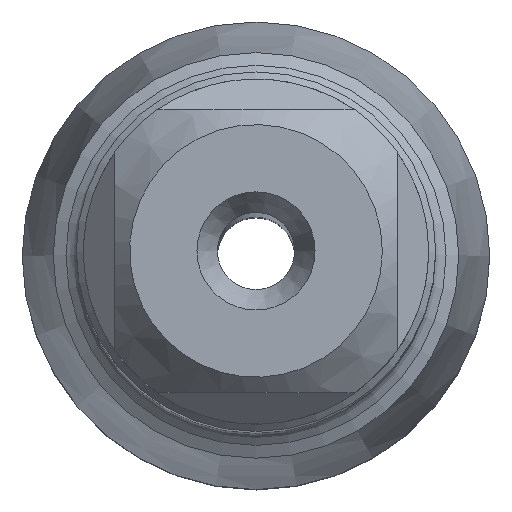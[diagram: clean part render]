
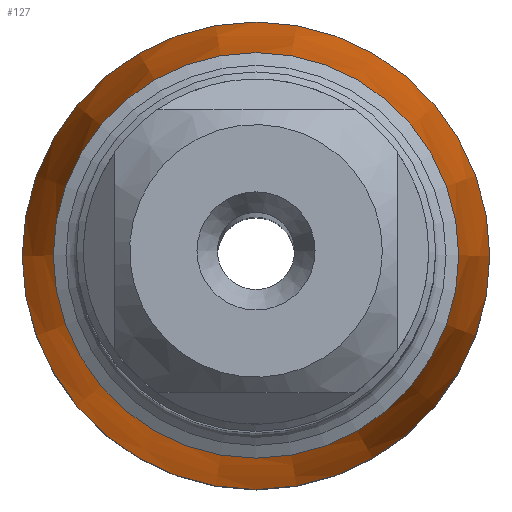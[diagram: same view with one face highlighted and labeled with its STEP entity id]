
A CAD part, top view. The second image highlights one B-rep face of the part: STEP entity #127.
In plain terms, the highlighted conical face has half-angle 8 degrees and reference radius 7.896 mm.
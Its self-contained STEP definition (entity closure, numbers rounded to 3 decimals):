
#97=CONICAL_SURFACE('',#511,7.896,8.);
#127=ADVANCED_FACE('',(#172,#173),#97,.T.);
#172=FACE_BOUND('',#220,.T.);
#173=FACE_BOUND('',#221,.T.);
#220=EDGE_LOOP('',(#306));
#221=EDGE_LOOP('',(#307));
#306=ORIENTED_EDGE('',*,*,#382,.F.);
#307=ORIENTED_EDGE('',*,*,#379,.F.);
#336=VERTEX_POINT('',#779);
#339=VERTEX_POINT('',#787);
#379=EDGE_CURVE('',#336,#336,#402,.T.);
#382=EDGE_CURVE('',#339,#339,#405,.T.);
#402=CIRCLE('',#497,7.896);
#405=CIRCLE('',#502,9.104);
#497=AXIS2_PLACEMENT_3D('',#778,#612,#613);
#502=AXIS2_PLACEMENT_3D('',#786,#622,#623);
#511=AXIS2_PLACEMENT_3D('',#799,#640,#641);
#612=DIRECTION('',(0.,0.,1.));
#613=DIRECTION('',(1.,0.,0.));
#622=DIRECTION('',(0.,0.,-1.));
#623=DIRECTION('',(-1.,0.,0.));
#640=DIRECTION('',(0.,0.,-1.));
#641=DIRECTION('',(-1.,0.,0.));
#778=CARTESIAN_POINT('',(0.,0.,-100.));
#779=CARTESIAN_POINT('',(7.896,0.,-100.));
#786=CARTESIAN_POINT('',(0.,0.,-108.596));
#787=CARTESIAN_POINT('',(-9.104,0.,-108.596));
#799=CARTESIAN_POINT('',(0.,0.,-100.));
